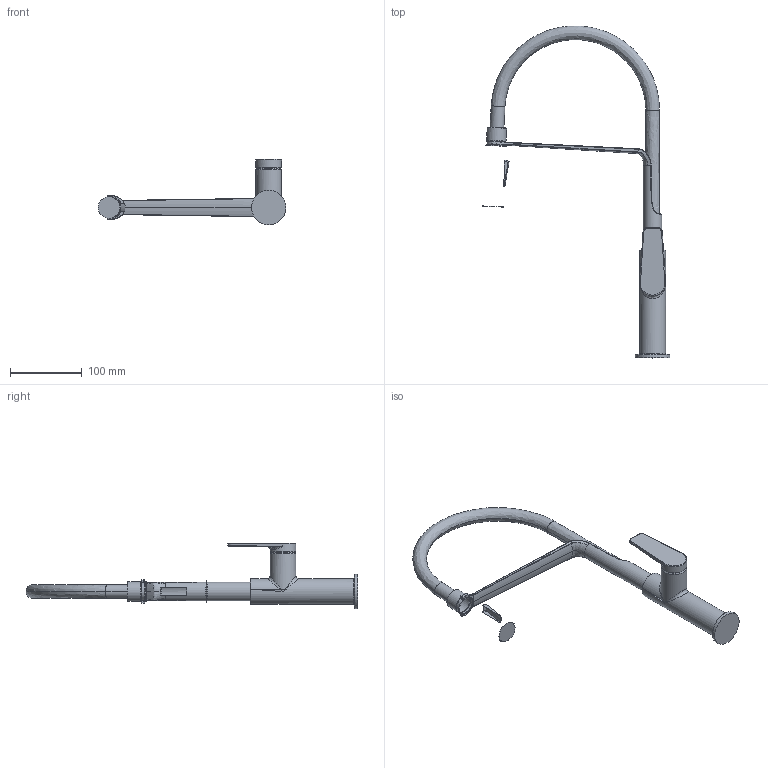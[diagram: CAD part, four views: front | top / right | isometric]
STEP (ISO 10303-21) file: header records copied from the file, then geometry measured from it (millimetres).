
FILE_DESCRIPTION(/* description */ (''),/* implementation_level */ '2;1');
FILE_NAME(/* name */ 'MY101 3D.stp',/* time_stamp */ '2018-04-25T15:01:48-04:00',/* author */ ('simonb'),/* organization */ (''),/* preprocessor_version */ 'ST-DEVELOPER v17',/* originating_system */ 'Autodesk Inventor 2018',/* authorisation */ '');
FILE_SCHEMA (('AUTOMOTIVE_DESIGN { 1 0 10303 214 3 1 1 }'));
Length unit declared in the file: millimetre
Products named in the file (1): MY101
Bounding box: 261.72 x 462.81 x 91.3 mm (x, y, z)
Volume: 497458.1 mm3; surface area: 89206.4 mm2
Topology: 1 solids, 1 shells, 203 faces, 498 edges, 299 vertices
Faces by surface type: bspline 73, cylinder 61, plane 37, torus 27, cone 5
Full cylindrical faces by diameter (mm): 24 x1, 25.4 x1, 26 x1, 26.5 x2, 27 x1, 33.5 x1, 36 x3, 48 x1
Entity records: 18099 total; most frequent: CARTESIAN_POINT 13493, ORIENTED_EDGE 984, DIRECTION 813, EDGE_CURVE 492, AXIS2_PLACEMENT_3D 348, VERTEX_POINT 299, EDGE_LOOP 215, CIRCLE 206
